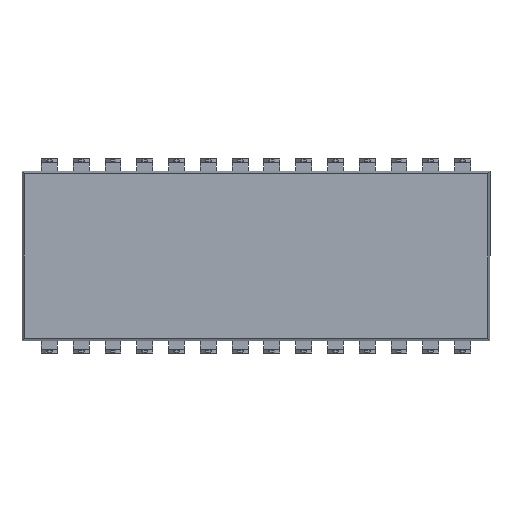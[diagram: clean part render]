
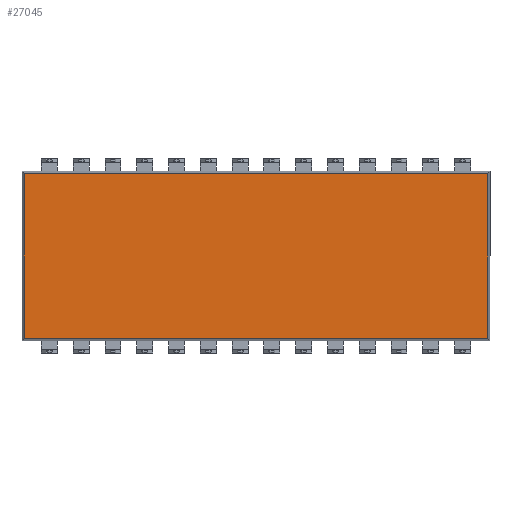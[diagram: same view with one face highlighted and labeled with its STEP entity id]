
A CAD part, front view. The second image highlights one B-rep face of the part: STEP entity #27045.
In plain terms, the highlighted planar face has unit normal (0, -1, 0).
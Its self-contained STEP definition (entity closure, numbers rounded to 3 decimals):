
#595 = DIRECTION ( 'NONE',  ( 0., 0., 1. ) ) ;
#1252 = CARTESIAN_POINT ( 'NONE',  ( 18.703, 0.38, 6.586 ) ) ;
#1615 = VECTOR ( 'NONE', #17973, 1000. ) ;
#2005 = VECTOR ( 'NONE', #595, 1000. ) ;
#2925 = CARTESIAN_POINT ( 'NONE',  ( -18.526, 0.38, -6.586 ) ) ;
#2937 = CARTESIAN_POINT ( 'NONE',  ( 18.526, 0.38, 6.586 ) ) ;
#3082 = EDGE_CURVE ( 'NONE', #6994, #26408, #24839, .T. ) ;
#4259 = CARTESIAN_POINT ( 'NONE',  ( -18.526, 0.38, -6.763 ) ) ;
#6994 = VERTEX_POINT ( 'NONE', #2925 ) ;
#7170 = LINE ( 'NONE', #4259, #12101 ) ;
#7299 = CARTESIAN_POINT ( 'NONE',  ( 18.703, 0.38, -6.763 ) ) ;
#8220 = EDGE_LOOP ( 'NONE', ( #20874, #25833, #9211, #24234 ) ) ;
#9211 = ORIENTED_EDGE ( 'NONE', *, *, #18706, .T. ) ;
#9397 = DIRECTION ( 'NONE',  ( 0., 0., -1. ) ) ;
#10772 = VERTEX_POINT ( 'NONE', #13669 ) ;
#11740 = AXIS2_PLACEMENT_3D ( 'NONE', #7299, #22192, #9397 ) ;
#11869 = EDGE_CURVE ( 'NONE', #24717, #10772, #12124, .T. ) ;
#12101 = VECTOR ( 'NONE', #21243, 1000. ) ;
#12124 = LINE ( 'NONE', #1252, #1615 ) ;
#12691 = FACE_OUTER_BOUND ( 'NONE', #8220, .T. ) ;
#12762 = VECTOR ( 'NONE', #18490, 1000. ) ;
#13669 = CARTESIAN_POINT ( 'NONE',  ( -18.526, 0.38, 6.586 ) ) ;
#17973 = DIRECTION ( 'NONE',  ( -1., 0., 0. ) ) ;
#18490 = DIRECTION ( 'NONE',  ( 1., 0., 0. ) ) ;
#18706 = EDGE_CURVE ( 'NONE', #10772, #6994, #7170, .T. ) ;
#19678 = CARTESIAN_POINT ( 'NONE',  ( 18.526, 0.38, -6.763 ) ) ;
#20874 = ORIENTED_EDGE ( 'NONE', *, *, #22972, .T. ) ;
#21243 = DIRECTION ( 'NONE',  ( 0., 0., -1. ) ) ;
#21307 = CARTESIAN_POINT ( 'NONE',  ( 18.703, 0.38, -6.586 ) ) ;
#21939 = CARTESIAN_POINT ( 'NONE',  ( 18.526, 0.38, -6.586 ) ) ;
#22192 = DIRECTION ( 'NONE',  ( 0., -1., 0. ) ) ;
#22972 = EDGE_CURVE ( 'NONE', #26408, #24717, #23921, .T. ) ;
#23921 = LINE ( 'NONE', #19678, #2005 ) ;
#24234 = ORIENTED_EDGE ( 'NONE', *, *, #3082, .T. ) ;
#24717 = VERTEX_POINT ( 'NONE', #2937 ) ;
#24839 = LINE ( 'NONE', #21307, #12762 ) ;
#25833 = ORIENTED_EDGE ( 'NONE', *, *, #11869, .T. ) ;
#26338 = PLANE ( 'NONE',  #11740 ) ;
#26408 = VERTEX_POINT ( 'NONE', #21939 ) ;
#27045 = ADVANCED_FACE ( 'NONE', ( #12691 ), #26338, .T. ) ;
